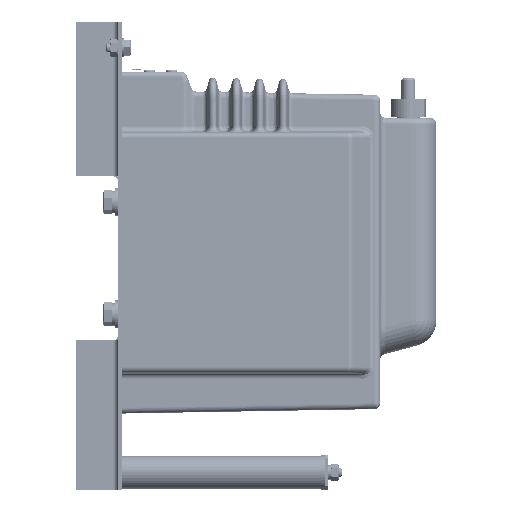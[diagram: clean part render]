
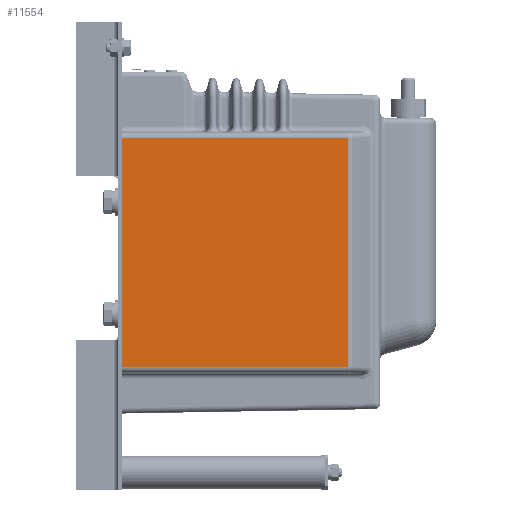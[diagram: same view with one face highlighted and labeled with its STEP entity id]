
A CAD part, left-side view. The second image highlights one B-rep face of the part: STEP entity #11554.
In plain terms, the highlighted free-form (B-spline) face has degree [1, 1] with [2, 2] control points.
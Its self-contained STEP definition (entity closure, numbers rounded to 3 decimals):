
#11554=ADVANCED_FACE('',(#24292),#24294,.F.);
#24292=FACE_BOUND('',#24293,.T.);
#24293=EDGE_LOOP('',(#36316,#36317,#36318,#36319));
#24294=B_SPLINE_SURFACE_WITH_KNOTS('',1,1,(
(#24295,#24296),
(#24297,#24298)),
.UNSPECIFIED.,.F.,.F.,.F.,
(2,2),
(2,2),
(-202.173,-4.877),
(-196.95,-2.39),
.UNSPECIFIED.);
#24295=CARTESIAN_POINT('',(97.804,-1.112,74.067));
#24296=CARTESIAN_POINT('',(97.804,191.695,74.067));
#24297=CARTESIAN_POINT('',(-97.715,-1.112,74.067));
#24298=CARTESIAN_POINT('',(-97.715,191.695,74.067));
#36316=ORIENTED_EDGE('',*,*,#41514,.T.);
#36317=ORIENTED_EDGE('',*,*,#41515,.T.);
#36318=ORIENTED_EDGE('',*,*,#41462,.T.);
#36319=ORIENTED_EDGE('',*,*,#41516,.T.);
#41462=EDGE_CURVE('',#46714,#46712,#46715,.T.);
#41514=EDGE_CURVE('',#46811,#46812,#46813,.T.);
#41515=EDGE_CURVE('',#46812,#46714,#46814,.T.);
#41516=EDGE_CURVE('',#46712,#46811,#46815,.T.);
#46712=VERTEX_POINT('',#65315);
#46714=VERTEX_POINT('',#65320);
#46715=LINE('',#65321,#65322);
#46811=VERTEX_POINT('',#65837);
#46812=VERTEX_POINT('',#65838);
#46813=LINE('',#65839,#65840);
#46814=LINE('',#65842,#65843);
#46815=LINE('',#65845,#65846);
#65315=CARTESIAN_POINT('',(97.804,-1.112,74.067));
#65320=CARTESIAN_POINT('',(-97.715,-1.112,74.067));
#65321=CARTESIAN_POINT('',(-97.715,-1.112,74.067));
#65322=VECTOR('',#65323,1.);
#65323=DIRECTION('',(1.,0.,0.));
#65837=CARTESIAN_POINT('',(97.804,191.695,74.067));
#65838=CARTESIAN_POINT('',(-97.715,191.695,74.067));
#65839=CARTESIAN_POINT('',(97.804,191.695,74.067));
#65840=VECTOR('',#65841,1.);
#65841=DIRECTION('',(-1.,0.,0.));
#65842=CARTESIAN_POINT('',(-97.715,191.695,74.067));
#65843=VECTOR('',#65844,1.);
#65844=DIRECTION('',(0.,-1.,0.));
#65845=CARTESIAN_POINT('',(97.804,-1.112,74.067));
#65846=VECTOR('',#65847,1.);
#65847=DIRECTION('',(0.,1.,0.));
